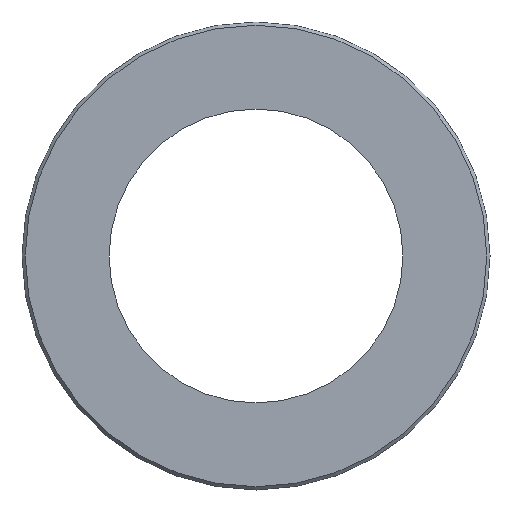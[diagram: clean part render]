
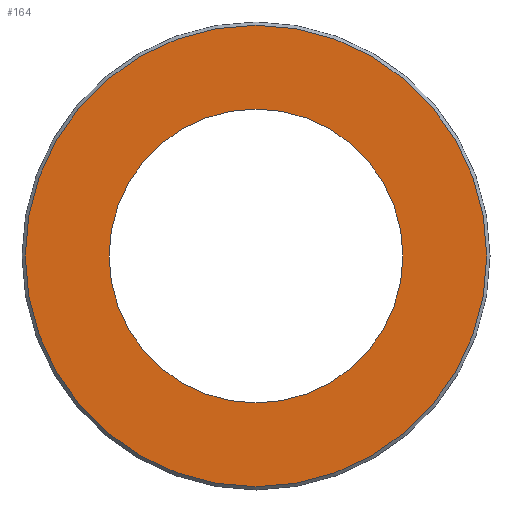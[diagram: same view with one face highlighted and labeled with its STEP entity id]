
A CAD part, front view. The second image highlights one B-rep face of the part: STEP entity #164.
In plain terms, the highlighted planar face has unit normal (0, -1, 0).
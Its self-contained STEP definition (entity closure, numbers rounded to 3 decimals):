
#9 = CIRCLE ( 'NONE', #69, 35.5 ) ;
#11 = VERTEX_POINT ( 'NONE', #293 ) ;
#25 = CIRCLE ( 'NONE', #194, 22.6 ) ;
#28 = ORIENTED_EDGE ( 'NONE', *, *, #186, .T. ) ;
#29 = CARTESIAN_POINT ( 'NONE',  ( 0., 0., 35.5 ) ) ;
#31 = FACE_BOUND ( 'NONE', #206, .T. ) ;
#32 = VERTEX_POINT ( 'NONE', #87 ) ;
#66 = DIRECTION ( 'NONE',  ( 0., 0., 1. ) ) ;
#69 = AXIS2_PLACEMENT_3D ( 'NONE', #231, #453, #274 ) ;
#78 = CIRCLE ( 'NONE', #429, 22.6 ) ;
#87 = CARTESIAN_POINT ( 'NONE',  ( 0., 0., -22.6 ) ) ;
#95 = FACE_OUTER_BOUND ( 'NONE', #378, .T. ) ;
#97 = DIRECTION ( 'NONE',  ( 0., 1., 0. ) ) ;
#98 = DIRECTION ( 'NONE',  ( 0., 0., 1. ) ) ;
#113 = ORIENTED_EDGE ( 'NONE', *, *, #174, .T. ) ;
#114 = DIRECTION ( 'NONE',  ( 0., -1., 0. ) ) ;
#164 = ADVANCED_FACE ( 'NONE', ( #95, #31 ), #374, .F. ) ;
#174 = EDGE_CURVE ( 'NONE', #251, #198, #406, .T. ) ;
#186 = EDGE_CURVE ( 'NONE', #198, #251, #9, .T. ) ;
#194 = AXIS2_PLACEMENT_3D ( 'NONE', #291, #114, #220 ) ;
#198 = VERTEX_POINT ( 'NONE', #29 ) ;
#206 = EDGE_LOOP ( 'NONE', ( #435, #319 ) ) ;
#220 = DIRECTION ( 'NONE',  ( 0., 0., -1. ) ) ;
#224 = CARTESIAN_POINT ( 'NONE',  ( 0., 0., 0. ) ) ;
#231 = CARTESIAN_POINT ( 'NONE',  ( 0., 0., 0. ) ) ;
#251 = VERTEX_POINT ( 'NONE', #253 ) ;
#253 = CARTESIAN_POINT ( 'NONE',  ( 0., 0., -35.5 ) ) ;
#274 = DIRECTION ( 'NONE',  ( 0., 0., 1. ) ) ;
#291 = CARTESIAN_POINT ( 'NONE',  ( 0., 0., 0. ) ) ;
#293 = CARTESIAN_POINT ( 'NONE',  ( 0., 0., 22.6 ) ) ;
#305 = CARTESIAN_POINT ( 'NONE',  ( 0., 0., 0. ) ) ;
#314 = AXIS2_PLACEMENT_3D ( 'NONE', #305, #383, #66 ) ;
#319 = ORIENTED_EDGE ( 'NONE', *, *, #442, .F. ) ;
#374 = PLANE ( 'NONE',  #420 ) ;
#378 = EDGE_LOOP ( 'NONE', ( #28, #113 ) ) ;
#383 = DIRECTION ( 'NONE',  ( 0., -1., 0. ) ) ;
#406 = CIRCLE ( 'NONE', #314, 35.5 ) ;
#409 = DIRECTION ( 'NONE',  ( 0., 0., -1. ) ) ;
#417 = CARTESIAN_POINT ( 'NONE',  ( -36., 0., 0. ) ) ;
#420 = AXIS2_PLACEMENT_3D ( 'NONE', #417, #97, #98 ) ;
#429 = AXIS2_PLACEMENT_3D ( 'NONE', #224, #439, #409 ) ;
#433 = EDGE_CURVE ( 'NONE', #32, #11, #25, .T. ) ;
#435 = ORIENTED_EDGE ( 'NONE', *, *, #433, .F. ) ;
#439 = DIRECTION ( 'NONE',  ( 0., -1., 0. ) ) ;
#442 = EDGE_CURVE ( 'NONE', #11, #32, #78, .T. ) ;
#453 = DIRECTION ( 'NONE',  ( 0., -1., 0. ) ) ;
